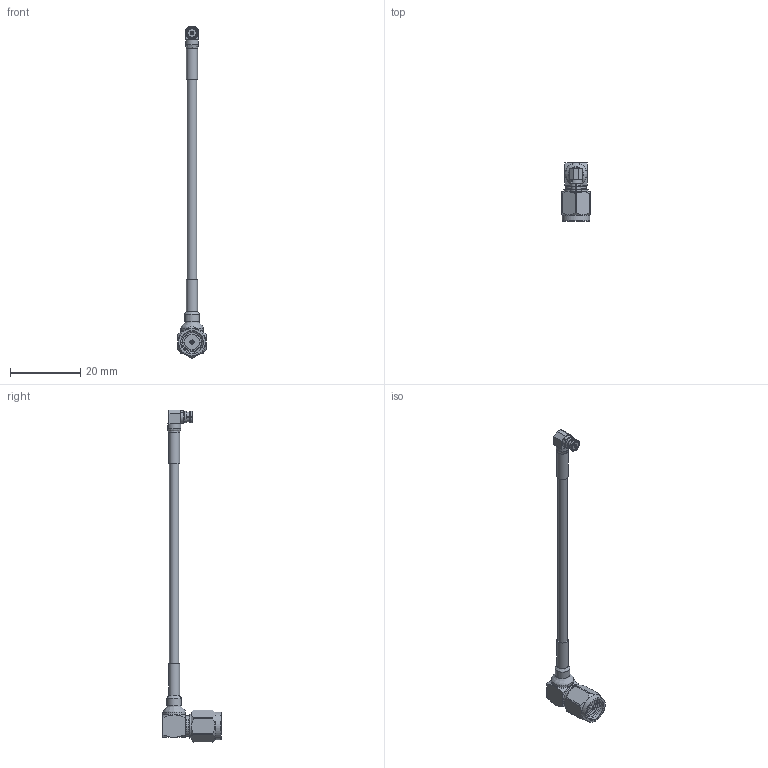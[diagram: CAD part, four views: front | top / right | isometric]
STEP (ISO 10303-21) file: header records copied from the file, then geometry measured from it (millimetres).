
FILE_DESCRIPTION (( 'STEP AP203' ), '1' );
FILE_NAME ('FMC0421085.step', '2019-12-12T21:20:03', ( '' ), ( '' ), 'SwSTEP 2.0', 'SolidWorks 2018', '' );
FILE_SCHEMA (( 'CONFIG_CONTROL_DESIGN' ));
Length unit declared in the file: inch
Products named in the file (4): Coax Cable_FM-F086; FMC0421085; SC7027_Heat Shrink; SC5233_Heat Shrink
Assembly tree (3 placements, depth 2):
  FMC0421085
    Coax Cable_FM-F086
    SC5233_Heat Shrink
    SC7027_Heat Shrink
Bounding box: 8 x 16.5 x 94.28 mm (x, y, z)
Volume: 1447.2 mm3; surface area: 2085.4 mm2
Topology: 9 solids, 9 shells, 372 faces, 1016 edges, 672 vertices
Faces by surface type: plane 184, cylinder 102, cone 78, bspline 6, torus 2
Full cylindrical faces by diameter (mm): 0.381 x1, 0.61 x1, 0.762 x2, 0.889 x2, 0.94 x1, 1.194 x1, 2.311 x1, 2.413 x3, 2.642 x1, 2.79 x1, 2.794 x1, 2.921 x1, 3.15 x2, 3.327 x1, 3.683 x1, 4.064 x1, 4.089 x1, 4.572 x1, 5.588 x1, 5.835 x1, 6.35 x7, 6.851 x1, 7.877 x1
Entity records: 13421 total; most frequent: CARTESIAN_POINT 4198, ORIENTED_EDGE 1864, DIRECTION 1751, EDGE_CURVE 932, AXIS2_PLACEMENT_3D 643, VERTEX_POINT 640, VECTOR 465, LINE 465
